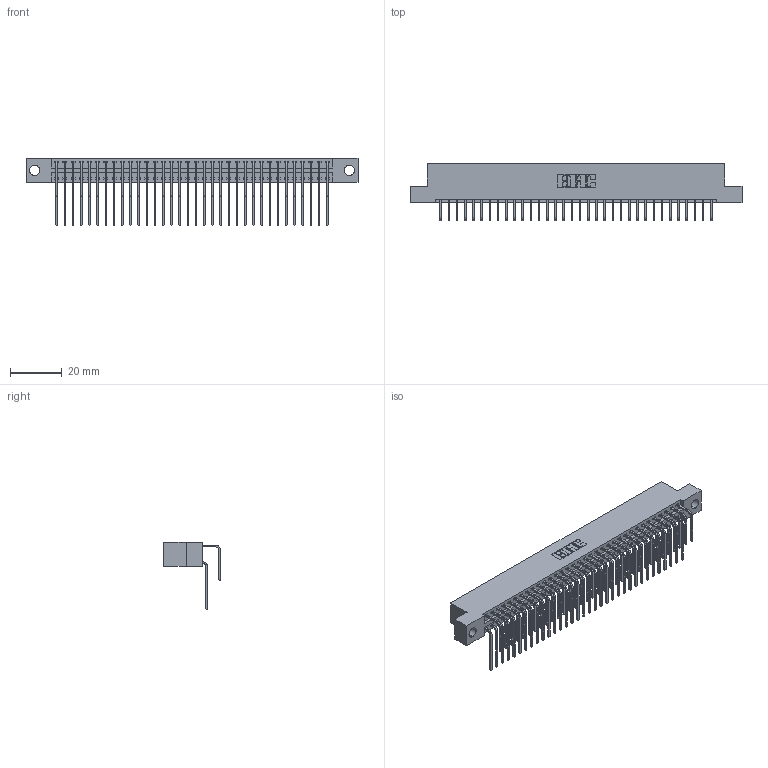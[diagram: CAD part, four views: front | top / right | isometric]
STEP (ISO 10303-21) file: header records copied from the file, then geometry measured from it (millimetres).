
FILE_DESCRIPTION (( 'STEP AP203' ), '1' );
FILE_NAME ('396-068-558-204.STEP', '2019-11-03T10:47:47', ( '' ), ( '' ), 'SwSTEP 2.0', 'SolidWorks 2016', '' );
FILE_SCHEMA (( 'CONFIG_CONTROL_DESIGN' ));
Length unit declared in the file: inch
Products named in the file (4): 345-292-001_558 Tail - 2; 345-292-001_558 559 Tail - 1; 396-068-558-204; 346 Part_Flush Mounting Lugs - 0.156 Dia-TH
Assembly tree (69 placements, depth 2):
  396-068-558-204
    346 Part_Flush Mounting Lugs - 0.156 Dia-TH
    345-292-001_558 559 Tail - 1  x34
    345-292-001_558 Tail - 2  x34
Bounding box: 128.52 x 22.16 x 26.16 mm (x, y, z)
Volume: 12775 mm3; surface area: 19129.5 mm2
Topology: 69 solids, 69 shells, 3794 faces, 11277 edges, 7426 vertices
Faces by surface type: plane 2592, cylinder 1202
Entity records: 25053 total; most frequent: CARTESIAN_POINT 4191, ORIENTED_EDGE 4074, DIRECTION 3717, EDGE_CURVE 2037, VECTOR 1729, LINE 1729, VERTEX_POINT 1354, AXIS2_PLACEMENT_3D 994
